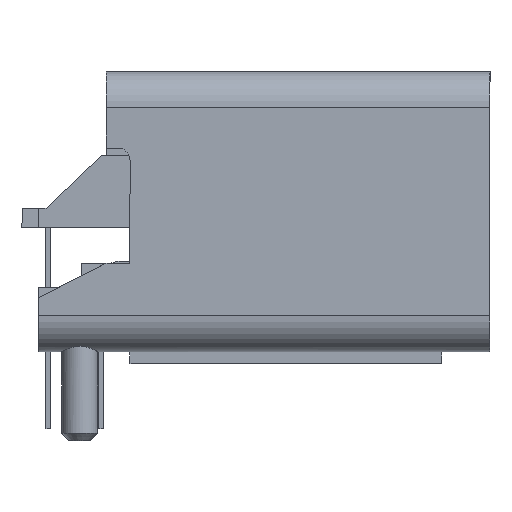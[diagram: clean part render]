
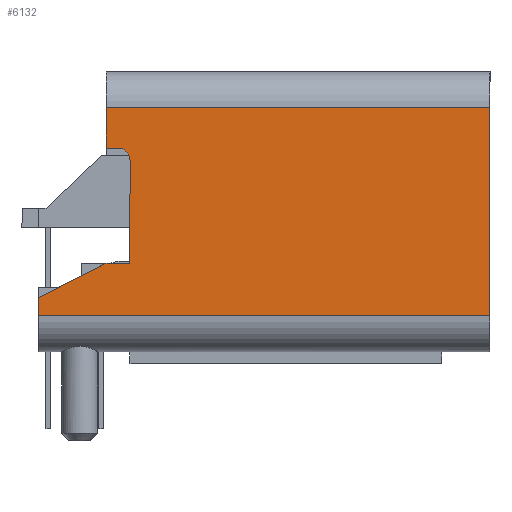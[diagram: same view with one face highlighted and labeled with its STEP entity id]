
A CAD part, left-side view. The second image highlights one B-rep face of the part: STEP entity #6132.
In plain terms, the highlighted planar face has unit normal (-1, 0, 0).
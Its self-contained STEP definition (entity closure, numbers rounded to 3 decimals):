
#355 = DIRECTION ( 'NONE',  ( 0., 1., 0. ) ) ;
#1135 = VECTOR ( 'NONE', #17449, 1000. ) ;
#2009 = VERTEX_POINT ( 'NONE', #10929 ) ;
#2801 = VECTOR ( 'NONE', #30605, 1000. ) ;
#2954 = VECTOR ( 'NONE', #30396, 1000. ) ;
#3839 = CARTESIAN_POINT ( 'NONE',  ( -13.315, -9.75, 4.34 ) ) ;
#4119 = EDGE_CURVE ( 'NONE', #26603, #18187, #16678, .T. ) ;
#4331 = CARTESIAN_POINT ( 'NONE',  ( -13.315, 6.25, 2.64 ) ) ;
#4352 = CARTESIAN_POINT ( 'NONE',  ( -13.315, -9.75, 4.34 ) ) ;
#5131 = FACE_OUTER_BOUND ( 'NONE', #11082, .T. ) ;
#5159 = ORIENTED_EDGE ( 'NONE', *, *, #11380, .T. ) ;
#5256 = CARTESIAN_POINT ( 'NONE',  ( -13.315, -9.75, 4.34 ) ) ;
#5449 = VECTOR ( 'NONE', #29595, 1000. ) ;
#5457 = LINE ( 'NONE', #13294, #7649 ) ;
#5658 = LINE ( 'NONE', #8774, #13805 ) ;
#6132 = ADVANCED_FACE ( 'NONE', ( #5131 ), #12326, .F. ) ;
#6565 = ORIENTED_EDGE ( 'NONE', *, *, #4119, .T. ) ;
#7649 = VECTOR ( 'NONE', #15438, 1000. ) ;
#7693 = CARTESIAN_POINT ( 'NONE',  ( -13.315, 6.25, 4.34 ) ) ;
#7730 = LINE ( 'NONE', #5256, #12673 ) ;
#7782 = ORIENTED_EDGE ( 'NONE', *, *, #19266, .T. ) ;
#8463 = LINE ( 'NONE', #3839, #2801 ) ;
#8774 = CARTESIAN_POINT ( 'NONE',  ( -13.315, -9.75, -4.34 ) ) ;
#8914 = ORIENTED_EDGE ( 'NONE', *, *, #11260, .F. ) ;
#9064 = CARTESIAN_POINT ( 'NONE',  ( -13.315, 6.25, -2.16 ) ) ;
#9400 = LINE ( 'NONE', #12008, #5449 ) ;
#10055 = ORIENTED_EDGE ( 'NONE', *, *, #11707, .T. ) ;
#10232 = VECTOR ( 'NONE', #11432, 1000. ) ;
#10249 = LINE ( 'NONE', #15162, #1135 ) ;
#10542 = ORIENTED_EDGE ( 'NONE', *, *, #18320, .T. ) ;
#10914 = AXIS2_PLACEMENT_3D ( 'NONE', #17553, #27590, #355 ) ;
#10929 = CARTESIAN_POINT ( 'NONE',  ( -13.315, 9.05, -4.34 ) ) ;
#11082 = EDGE_LOOP ( 'NONE', ( #6565, #10055, #27864, #8914, #19092, #5159, #7782, #10542, #15969, #26243 ) ) ;
#11260 = EDGE_CURVE ( 'NONE', #13751, #2009, #5658, .T. ) ;
#11380 = EDGE_CURVE ( 'NONE', #32288, #29596, #8463, .T. ) ;
#11432 = DIRECTION ( 'NONE',  ( 0., 1., 0. ) ) ;
#11464 = EDGE_CURVE ( 'NONE', #22848, #26603, #9400, .T. ) ;
#11707 = EDGE_CURVE ( 'NONE', #18187, #13807, #5457, .T. ) ;
#12008 = CARTESIAN_POINT ( 'NONE',  ( -13.315, 5.25, 2.14 ) ) ;
#12326 = PLANE ( 'NONE',  #10914 ) ;
#12673 = VECTOR ( 'NONE', #29713, 1000. ) ;
#13006 = VECTOR ( 'NONE', #23101, 1000. ) ;
#13294 = CARTESIAN_POINT ( 'NONE',  ( -13.315, 6.25, -2.16 ) ) ;
#13751 = VERTEX_POINT ( 'NONE', #29146 ) ;
#13805 = VECTOR ( 'NONE', #30922, 1000. ) ;
#13807 = VERTEX_POINT ( 'NONE', #30107 ) ;
#14444 = DIRECTION ( 'NONE',  ( 0., 0., 1. ) ) ;
#14612 = CARTESIAN_POINT ( 'NONE',  ( -13.315, 5.75, 2.14 ) ) ;
#15162 = CARTESIAN_POINT ( 'NONE',  ( -13.315, 9.05, 4.34 ) ) ;
#15438 = DIRECTION ( 'NONE',  ( 0., 0.891, -0.455 ) ) ;
#15569 = CARTESIAN_POINT ( 'NONE',  ( -13.315, 6.25, 5.84 ) ) ;
#15969 = ORIENTED_EDGE ( 'NONE', *, *, #28503, .T. ) ;
#16678 = LINE ( 'NONE', #31634, #10232 ) ;
#17449 = DIRECTION ( 'NONE',  ( 0., 0., -1. ) ) ;
#17553 = CARTESIAN_POINT ( 'NONE',  ( -13.315, -9.75, 4.34 ) ) ;
#18187 = VERTEX_POINT ( 'NONE', #9064 ) ;
#18320 = EDGE_CURVE ( 'NONE', #21010, #27579, #20041, .T. ) ;
#18684 = CARTESIAN_POINT ( 'NONE',  ( -13.315, 5.25, -2.16 ) ) ;
#19092 = ORIENTED_EDGE ( 'NONE', *, *, #29360, .F. ) ;
#19266 = EDGE_CURVE ( 'NONE', #29596, #21010, #28050, .T. ) ;
#20041 = LINE ( 'NONE', #27581, #2954 ) ;
#21010 = VERTEX_POINT ( 'NONE', #4331 ) ;
#22846 = EDGE_CURVE ( 'NONE', #13807, #2009, #10249, .T. ) ;
#22848 = VERTEX_POINT ( 'NONE', #28142 ) ;
#23095 = AXIS2_PLACEMENT_3D ( 'NONE', #14612, #29738, #14444 ) ;
#23101 = DIRECTION ( 'NONE',  ( 0., 0., -1. ) ) ;
#25716 = CIRCLE ( 'NONE', #23095, 0.5 ) ;
#26243 = ORIENTED_EDGE ( 'NONE', *, *, #11464, .T. ) ;
#26603 = VERTEX_POINT ( 'NONE', #18684 ) ;
#27579 = VERTEX_POINT ( 'NONE', #30425 ) ;
#27581 = CARTESIAN_POINT ( 'NONE',  ( -13.315, 6.25, 2.64 ) ) ;
#27590 = DIRECTION ( 'NONE',  ( 1., 0., 0. ) ) ;
#27864 = ORIENTED_EDGE ( 'NONE', *, *, #22846, .T. ) ;
#28050 = LINE ( 'NONE', #15569, #13006 ) ;
#28142 = CARTESIAN_POINT ( 'NONE',  ( -13.315, 5.25, 2.14 ) ) ;
#28503 = EDGE_CURVE ( 'NONE', #27579, #22848, #25716, .T. ) ;
#29146 = CARTESIAN_POINT ( 'NONE',  ( -13.315, -9.75, -4.34 ) ) ;
#29360 = EDGE_CURVE ( 'NONE', #32288, #13751, #7730, .T. ) ;
#29595 = DIRECTION ( 'NONE',  ( 0., 0., -1. ) ) ;
#29596 = VERTEX_POINT ( 'NONE', #7693 ) ;
#29713 = DIRECTION ( 'NONE',  ( 0., 0., -1. ) ) ;
#29738 = DIRECTION ( 'NONE',  ( 1., 0., 0. ) ) ;
#30107 = CARTESIAN_POINT ( 'NONE',  ( -13.315, 9.05, -3.59 ) ) ;
#30396 = DIRECTION ( 'NONE',  ( 0., -1., 0. ) ) ;
#30425 = CARTESIAN_POINT ( 'NONE',  ( -13.315, 5.75, 2.64 ) ) ;
#30605 = DIRECTION ( 'NONE',  ( 0., 1., 0. ) ) ;
#30922 = DIRECTION ( 'NONE',  ( 0., 1., 0. ) ) ;
#31634 = CARTESIAN_POINT ( 'NONE',  ( -13.315, 5.25, -2.16 ) ) ;
#32288 = VERTEX_POINT ( 'NONE', #4352 ) ;
